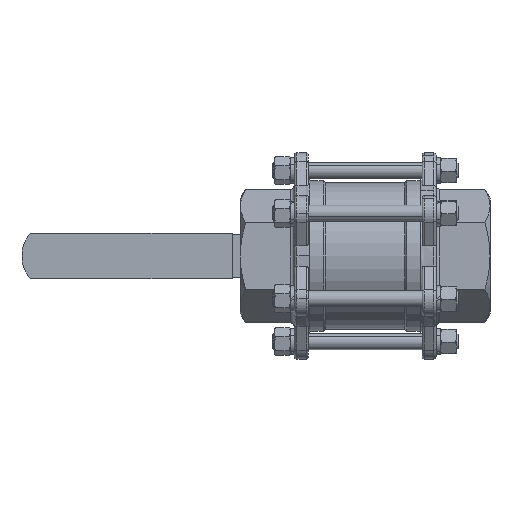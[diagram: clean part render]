
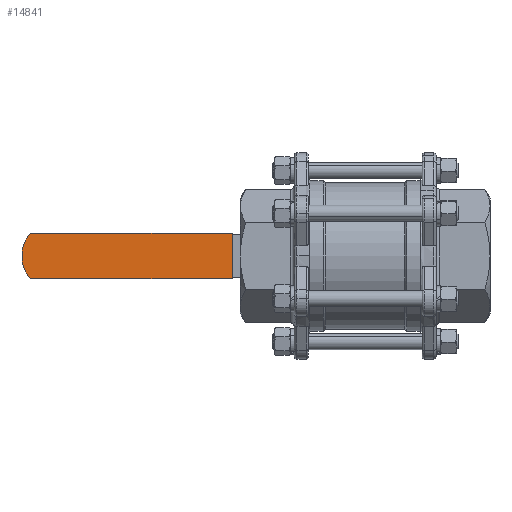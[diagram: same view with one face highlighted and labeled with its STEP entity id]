
A CAD part, front view. The second image highlights one B-rep face of the part: STEP entity #14841.
In plain terms, the highlighted face is planar.
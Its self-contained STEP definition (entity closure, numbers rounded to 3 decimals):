
#722=PLANE('',#16287);
#2211=LINE('',#45548,#3161);
#2212=LINE('',#45551,#3162);
#2213=LINE('',#45553,#3163);
#3161=VECTOR('',#19695,1000.);
#3162=VECTOR('',#19696,1000.);
#3163=VECTOR('',#19697,1000.);
#7283=ORIENTED_EDGE('',*,*,#9844,.F.);
#7284=ORIENTED_EDGE('',*,*,#9845,.F.);
#7285=ORIENTED_EDGE('',*,*,#9846,.F.);
#7286=ORIENTED_EDGE('',*,*,#9847,.F.);
#9844=EDGE_CURVE('',#11370,#11371,#2211,.T.);
#9845=EDGE_CURVE('',#11372,#11370,#2212,.T.);
#9846=EDGE_CURVE('',#11373,#11372,#2213,.T.);
#9847=EDGE_CURVE('',#11371,#11373,#12022,.T.);
#11370=VERTEX_POINT('',#45549);
#11371=VERTEX_POINT('',#45550);
#11372=VERTEX_POINT('',#45552);
#11373=VERTEX_POINT('',#45554);
#12022=CIRCLE('',#16288,26.);
#12969=EDGE_LOOP('',(#7283,#7284,#7285,#7286));
#13910=FACE_BOUND('',#12969,.T.);
#14841=ADVANCED_FACE('',(#13910),#722,.T.);
#16287=AXIS2_PLACEMENT_3D('',#45547,#19693,#19694);
#16288=AXIS2_PLACEMENT_3D('',#45555,#19698,#19699);
#19693=DIRECTION('',(0.,0.,-1.));
#19694=DIRECTION('',(-1.,0.,0.));
#19695=DIRECTION('',(1.,0.,0.));
#19696=DIRECTION('',(0.,-1.,0.));
#19697=DIRECTION('',(-1.,0.,0.));
#19698=DIRECTION('',(0.,0.,1.));
#19699=DIRECTION('',(-1.,0.,0.));
#45547=CARTESIAN_POINT('',(130.328,17.,0.));
#45548=CARTESIAN_POINT('',(150.,0.,0.));
#45549=CARTESIAN_POINT('',(0.,0.,0.));
#45550=CARTESIAN_POINT('',(150.,0.,0.));
#45551=CARTESIAN_POINT('',(0.,0.,0.));
#45552=CARTESIAN_POINT('',(0.,34.,0.));
#45553=CARTESIAN_POINT('',(0.,34.,0.));
#45554=CARTESIAN_POINT('',(150.,34.,0.));
#45555=CARTESIAN_POINT('',(130.328,17.,0.));
